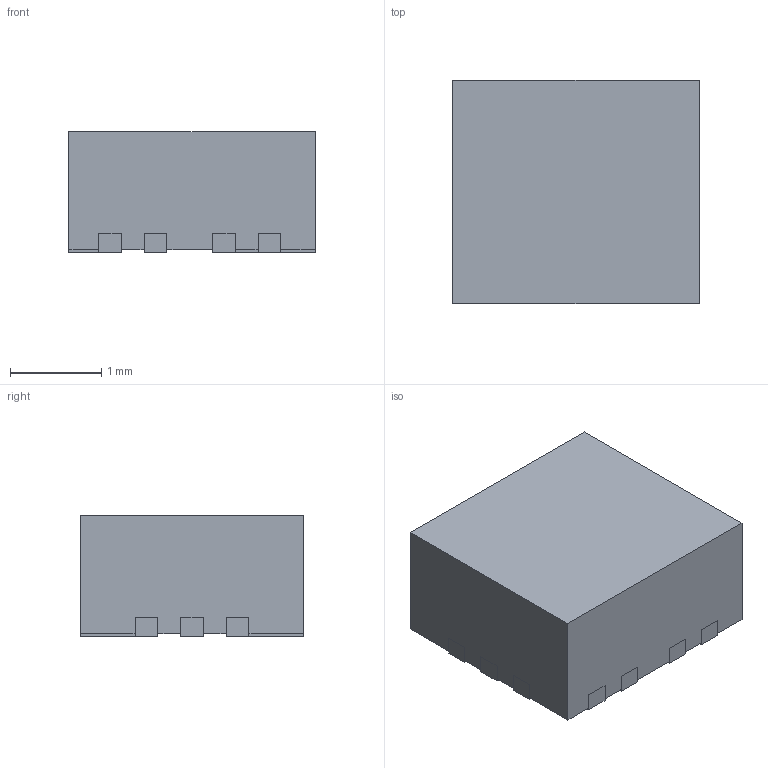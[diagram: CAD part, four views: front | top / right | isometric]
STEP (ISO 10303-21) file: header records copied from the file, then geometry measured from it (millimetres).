
FILE_DESCRIPTION((''),'2;1');
FILE_NAME('VCF0007A_ASM','2024-01-26T08:06:09',('a0412086'),(''),'CREO PARAMETRIC BY PTC INC, 2018500','CREO PARAMETRIC BY PTC INC, 2018500','');
FILE_SCHEMA(('CONFIG_CONTROL_DESIGN','SHAPE_APPEARANCE_LAYERS_GROUPS'));
Length unit declared in the file: millimetre
Products named in the file (3): VCF0007A_FRAME; VCF0007A_MOLD; VCF0007A_ASM
Assembly tree (2 placements, depth 2):
  VCF0007A_ASM
    VCF0007A_FRAME
    VCF0007A_MOLD
Bounding box: 2.7 x 2.45 x 1.32 mm (x, y, z)
Volume: 8.6 mm3; surface area: 36.7 mm2
Topology: 8 solids, 8 shells, 128 faces, 336 edges, 224 vertices
Faces by surface type: plane 110, cylinder 18
Entity records: 5175 total; most frequent: CARTESIAN_POINT 693, ORIENTED_EDGE 672, DIRECTION 638, PRESENTATION_STYLE_ASSIGNMENT 357, STYLED_ITEM 344, CURVE_STYLE 336, EDGE_CURVE 336, VECTOR 300
